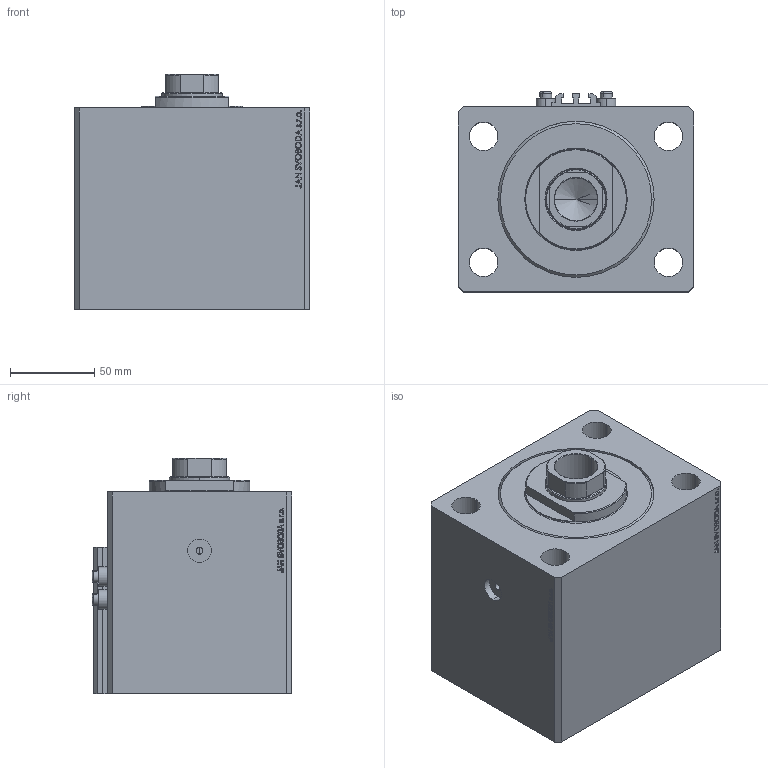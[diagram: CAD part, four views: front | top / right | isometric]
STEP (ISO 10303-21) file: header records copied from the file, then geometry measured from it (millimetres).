
FILE_DESCRIPTION (( 'STEP AP203' ), '1' );
FILE_NAME ('c4f1.STEP', '2023-10-07T11:13:30', ( '' ), ( '' ), 'SwSTEP 2.0', 'SolidWorks 2019', '' );
FILE_SCHEMA (( 'CONFIG_CONTROL_DESIGN' ));
Length unit declared in the file: millimetre
Products named in the file (5): V250CE_VC_C 70716c70fb535f364da1f50eca3eb30a; c4f1; V250CE_C_VCP 70716c70fb535f364da1f50eca3eb30a; ALLEN BOLT V250CE 70716c70fb535f364da1f50eca3eb30a; V250CE_C_Body 70716c70fb535f364da1f50eca3eb30a
Assembly tree (7 placements, depth 2):
  c4f1
    V250CE_C_Body 70716c70fb535f364da1f50eca3eb30a
    ALLEN BOLT V250CE 70716c70fb535f364da1f50eca3eb30a  x4
    V250CE_C_VCP 70716c70fb535f364da1f50eca3eb30a
    V250CE_VC_C 70716c70fb535f364da1f50eca3eb30a
Bounding box: 140 x 119 x 140 mm (x, y, z)
Volume: 1671370 mm3; surface area: 208147.6 mm2
Topology: 8 solids, 8 shells, 1038 faces, 2610 edges, 1707 vertices
Faces by surface type: plane 504, bspline 374, cylinder 88, cone 58, torus 14
Entity records: 47368 total; most frequent: CARTESIAN_POINT 25900, ORIENTED_EDGE 4910, DIRECTION 3059, EDGE_CURVE 2455, VERTEX_POINT 1623, LINE 1491, VECTOR 1491, EDGE_LOOP 1088
